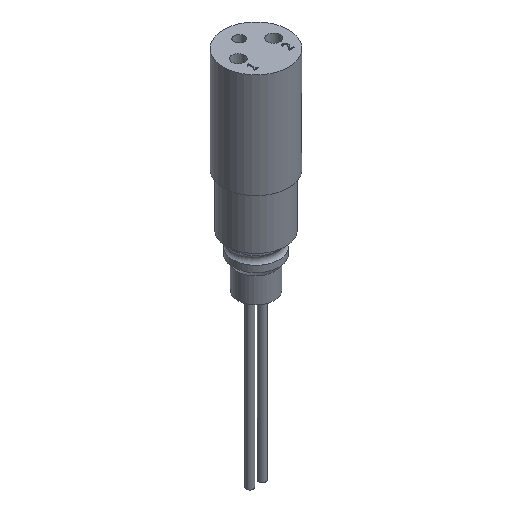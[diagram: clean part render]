
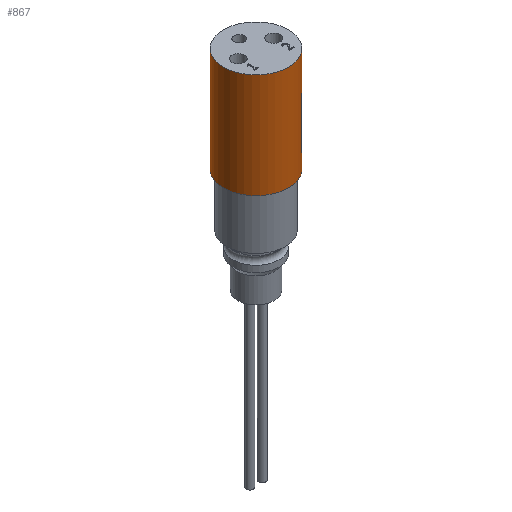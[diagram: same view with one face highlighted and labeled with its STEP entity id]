
A CAD part, isometric view. The second image highlights one B-rep face of the part: STEP entity #867.
In plain terms, the highlighted cylindrical face has radius 7.75 mm (diameter 15.5 mm), a full revolution.
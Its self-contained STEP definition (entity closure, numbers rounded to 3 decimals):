
#33=FACE_BOUND($,#226,.T.);
#62=CIRCLE($,#932,7.75);
#63=CIRCLE($,#933,7.75);
#74=CYLINDRICAL_SURFACE($,#931,7.75);
#158=FACE_OUTER_BOUND($,#225,.T.);
#225=EDGE_LOOP($,(#715));
#226=EDGE_LOOP($,(#716));
#431=VERTEX_POINT($,#1512);
#432=VERTEX_POINT($,#1514);
#537=EDGE_CURVE($,#431,#431,#62,.T.);
#538=EDGE_CURVE($,#432,#432,#63,.T.);
#715=ORIENTED_EDGE($,*,*,#537,.T.);
#716=ORIENTED_EDGE($,*,*,#538,.F.);
#867=ADVANCED_FACE($,(#158,#33),#74,.T.);
#931=AXIS2_PLACEMENT_3D($,#1511,#1114,#1115);
#932=AXIS2_PLACEMENT_3D($,#1513,#1116,#1117);
#933=AXIS2_PLACEMENT_3D($,#1515,#1118,#1119);
#1114=DIRECTION('center_axis',(0.,0.,1.));
#1115=DIRECTION('ref_axis',(-1.,0.,0.));
#1116=DIRECTION('center_axis',(0.,0.,-1.));
#1117=DIRECTION('ref_axis',(-1.,0.,0.));
#1118=DIRECTION('center_axis',(0.,0.,-1.));
#1119=DIRECTION('ref_axis',(-1.,0.,0.));
#1511=CARTESIAN_POINT('Origin',(0.,0.,0.));
#1512=CARTESIAN_POINT('',(7.75,0.,25.));
#1513=CARTESIAN_POINT('Origin',(0.,0.,25.));
#1514=CARTESIAN_POINT('',(7.75,0.,0.));
#1515=CARTESIAN_POINT('Origin',(0.,0.,0.));
